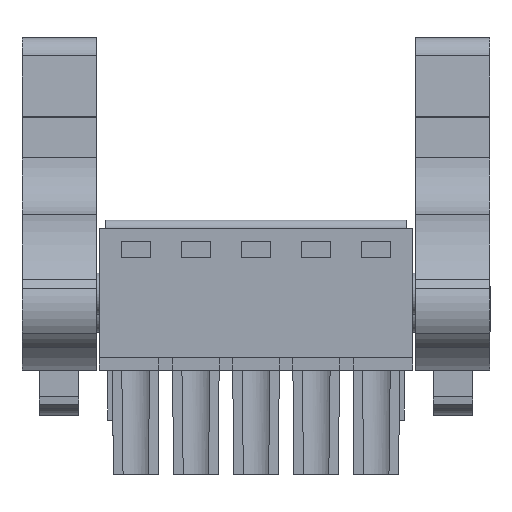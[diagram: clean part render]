
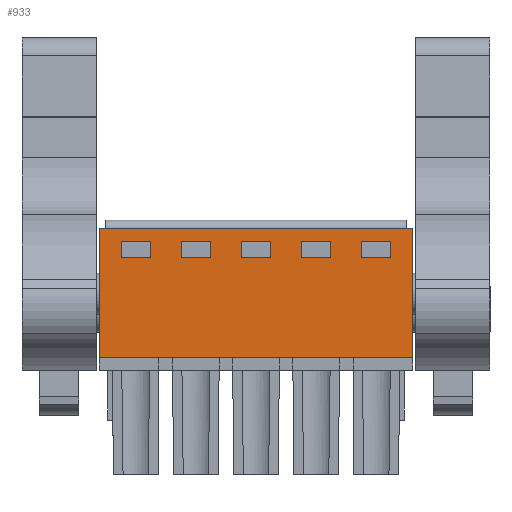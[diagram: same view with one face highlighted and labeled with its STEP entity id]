
A CAD part, front view. The second image highlights one B-rep face of the part: STEP entity #933.
In plain terms, the highlighted planar face has unit normal (0, -1, 0).
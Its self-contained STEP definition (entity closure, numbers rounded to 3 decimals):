
#743=AXIS2_PLACEMENT_3D('Plane Axis2P3D',#740,#741,#742) ;
#92=CARTESIAN_POINT('Line Origine',(14.82,0.,7.4)) ;
#96=CARTESIAN_POINT('Vertex',(4.9,0.,7.4)) ;
#98=CARTESIAN_POINT('Vertex',(24.74,0.,7.4)) ;
#313=CARTESIAN_POINT('Line Origine',(4.9,0.,11.5)) ;
#317=CARTESIAN_POINT('Vertex',(4.9,0.,15.6)) ;
#740=CARTESIAN_POINT('Axis2P3D Location',(9.105,0.,15.6)) ;
#745=CARTESIAN_POINT('Line Origine',(24.74,0.,11.5)) ;
#749=CARTESIAN_POINT('Vertex',(24.74,0.,15.6)) ;
#752=CARTESIAN_POINT('Line Origine',(14.82,0.,15.6)) ;
#763=CARTESIAN_POINT('Line Origine',(7.2,0.,14.78)) ;
#767=CARTESIAN_POINT('Vertex',(8.125,0.,14.78)) ;
#769=CARTESIAN_POINT('Vertex',(6.275,0.,14.78)) ;
#772=CARTESIAN_POINT('Line Origine',(8.125,0.,14.255)) ;
#776=CARTESIAN_POINT('Vertex',(8.125,0.,13.73)) ;
#779=CARTESIAN_POINT('Line Origine',(7.2,0.,13.73)) ;
#783=CARTESIAN_POINT('Vertex',(6.275,0.,13.73)) ;
#786=CARTESIAN_POINT('Line Origine',(6.275,0.,14.255)) ;
#797=CARTESIAN_POINT('Line Origine',(15.745,0.,14.255)) ;
#801=CARTESIAN_POINT('Vertex',(15.745,0.,13.73)) ;
#803=CARTESIAN_POINT('Vertex',(15.745,0.,14.78)) ;
#806=CARTESIAN_POINT('Line Origine',(14.82,0.,13.73)) ;
#810=CARTESIAN_POINT('Vertex',(13.895,0.,13.73)) ;
#813=CARTESIAN_POINT('Line Origine',(13.895,0.,14.255)) ;
#817=CARTESIAN_POINT('Vertex',(13.895,0.,14.78)) ;
#820=CARTESIAN_POINT('Line Origine',(14.82,0.,14.78)) ;
#831=CARTESIAN_POINT('Line Origine',(11.935,0.,14.255)) ;
#835=CARTESIAN_POINT('Vertex',(11.935,0.,13.73)) ;
#837=CARTESIAN_POINT('Vertex',(11.935,0.,14.78)) ;
#840=CARTESIAN_POINT('Line Origine',(11.01,0.,13.73)) ;
#844=CARTESIAN_POINT('Vertex',(10.085,0.,13.73)) ;
#847=CARTESIAN_POINT('Line Origine',(10.085,0.,14.255)) ;
#851=CARTESIAN_POINT('Vertex',(10.085,0.,14.78)) ;
#854=CARTESIAN_POINT('Line Origine',(11.01,0.,14.78)) ;
#865=CARTESIAN_POINT('Line Origine',(18.63,0.,13.73)) ;
#869=CARTESIAN_POINT('Vertex',(17.705,0.,13.73)) ;
#871=CARTESIAN_POINT('Vertex',(19.555,0.,13.73)) ;
#874=CARTESIAN_POINT('Line Origine',(17.705,0.,14.255)) ;
#878=CARTESIAN_POINT('Vertex',(17.705,0.,14.78)) ;
#881=CARTESIAN_POINT('Line Origine',(18.63,0.,14.78)) ;
#885=CARTESIAN_POINT('Vertex',(19.555,0.,14.78)) ;
#888=CARTESIAN_POINT('Line Origine',(19.555,0.,14.255)) ;
#899=CARTESIAN_POINT('Line Origine',(22.44,0.,13.73)) ;
#903=CARTESIAN_POINT('Vertex',(21.515,0.,13.73)) ;
#905=CARTESIAN_POINT('Vertex',(23.365,0.,13.73)) ;
#908=CARTESIAN_POINT('Line Origine',(21.515,0.,14.255)) ;
#912=CARTESIAN_POINT('Vertex',(21.515,0.,14.78)) ;
#915=CARTESIAN_POINT('Line Origine',(22.44,0.,14.78)) ;
#919=CARTESIAN_POINT('Vertex',(23.365,0.,14.78)) ;
#922=CARTESIAN_POINT('Line Origine',(23.365,0.,14.255)) ;
#93=DIRECTION('Vector Direction',(1.,0.,0.)) ;
#314=DIRECTION('Vector Direction',(0.,0.,1.)) ;
#741=DIRECTION('Axis2P3D Direction',(0.,-1.,0.)) ;
#742=DIRECTION('Axis2P3D XDirection',(0.,0.,-1.)) ;
#746=DIRECTION('Vector Direction',(0.,0.,1.)) ;
#753=DIRECTION('Vector Direction',(1.,0.,0.)) ;
#764=DIRECTION('Vector Direction',(-1.,0.,0.)) ;
#773=DIRECTION('Vector Direction',(0.,0.,1.)) ;
#780=DIRECTION('Vector Direction',(1.,0.,0.)) ;
#787=DIRECTION('Vector Direction',(0.,0.,-1.)) ;
#798=DIRECTION('Vector Direction',(0.,0.,1.)) ;
#807=DIRECTION('Vector Direction',(1.,0.,0.)) ;
#814=DIRECTION('Vector Direction',(0.,0.,-1.)) ;
#821=DIRECTION('Vector Direction',(-1.,0.,0.)) ;
#832=DIRECTION('Vector Direction',(0.,0.,1.)) ;
#841=DIRECTION('Vector Direction',(1.,0.,0.)) ;
#848=DIRECTION('Vector Direction',(0.,0.,-1.)) ;
#855=DIRECTION('Vector Direction',(-1.,0.,0.)) ;
#866=DIRECTION('Vector Direction',(1.,0.,0.)) ;
#875=DIRECTION('Vector Direction',(0.,0.,-1.)) ;
#882=DIRECTION('Vector Direction',(-1.,0.,0.)) ;
#889=DIRECTION('Vector Direction',(0.,0.,1.)) ;
#900=DIRECTION('Vector Direction',(1.,0.,0.)) ;
#909=DIRECTION('Vector Direction',(0.,0.,-1.)) ;
#916=DIRECTION('Vector Direction',(-1.,0.,0.)) ;
#923=DIRECTION('Vector Direction',(0.,0.,1.)) ;
#94=VECTOR('Line Direction',#93,1.) ;
#315=VECTOR('Line Direction',#314,1.) ;
#747=VECTOR('Line Direction',#746,1.) ;
#754=VECTOR('Line Direction',#753,1.) ;
#765=VECTOR('Line Direction',#764,1.) ;
#774=VECTOR('Line Direction',#773,1.) ;
#781=VECTOR('Line Direction',#780,1.) ;
#788=VECTOR('Line Direction',#787,1.) ;
#799=VECTOR('Line Direction',#798,1.) ;
#808=VECTOR('Line Direction',#807,1.) ;
#815=VECTOR('Line Direction',#814,1.) ;
#822=VECTOR('Line Direction',#821,1.) ;
#833=VECTOR('Line Direction',#832,1.) ;
#842=VECTOR('Line Direction',#841,1.) ;
#849=VECTOR('Line Direction',#848,1.) ;
#856=VECTOR('Line Direction',#855,1.) ;
#867=VECTOR('Line Direction',#866,1.) ;
#876=VECTOR('Line Direction',#875,1.) ;
#883=VECTOR('Line Direction',#882,1.) ;
#890=VECTOR('Line Direction',#889,1.) ;
#901=VECTOR('Line Direction',#900,1.) ;
#910=VECTOR('Line Direction',#909,1.) ;
#917=VECTOR('Line Direction',#916,1.) ;
#924=VECTOR('Line Direction',#923,1.) ;
#758=ORIENTED_EDGE('',*,*,#100,.T.) ;
#759=ORIENTED_EDGE('',*,*,#751,.T.) ;
#760=ORIENTED_EDGE('',*,*,#756,.T.) ;
#761=ORIENTED_EDGE('',*,*,#319,.F.) ;
#792=ORIENTED_EDGE('',*,*,#771,.F.) ;
#793=ORIENTED_EDGE('',*,*,#778,.F.) ;
#794=ORIENTED_EDGE('',*,*,#785,.F.) ;
#795=ORIENTED_EDGE('',*,*,#790,.F.) ;
#826=ORIENTED_EDGE('',*,*,#805,.F.) ;
#827=ORIENTED_EDGE('',*,*,#812,.F.) ;
#828=ORIENTED_EDGE('',*,*,#819,.F.) ;
#829=ORIENTED_EDGE('',*,*,#824,.F.) ;
#860=ORIENTED_EDGE('',*,*,#839,.F.) ;
#861=ORIENTED_EDGE('',*,*,#846,.F.) ;
#862=ORIENTED_EDGE('',*,*,#853,.F.) ;
#863=ORIENTED_EDGE('',*,*,#858,.F.) ;
#894=ORIENTED_EDGE('',*,*,#873,.F.) ;
#895=ORIENTED_EDGE('',*,*,#880,.F.) ;
#896=ORIENTED_EDGE('',*,*,#887,.F.) ;
#897=ORIENTED_EDGE('',*,*,#892,.F.) ;
#928=ORIENTED_EDGE('',*,*,#907,.F.) ;
#929=ORIENTED_EDGE('',*,*,#914,.F.) ;
#930=ORIENTED_EDGE('',*,*,#921,.F.) ;
#931=ORIENTED_EDGE('',*,*,#926,.F.) ;
#796=FACE_BOUND('',#791,.T.) ;
#830=FACE_BOUND('',#825,.T.) ;
#864=FACE_BOUND('',#859,.T.) ;
#898=FACE_BOUND('',#893,.T.) ;
#932=FACE_BOUND('',#927,.T.) ;
#933=ADVANCED_FACE('HOUSING',(#762,#796,#830,#864,#898,#932),#744,.T.) ;
#100=EDGE_CURVE('',#97,#99,#95,.T.) ;
#319=EDGE_CURVE('',#97,#318,#316,.T.) ;
#751=EDGE_CURVE('',#99,#750,#748,.T.) ;
#756=EDGE_CURVE('',#750,#318,#755,.F.) ;
#771=EDGE_CURVE('',#768,#770,#766,.T.) ;
#778=EDGE_CURVE('',#777,#768,#775,.T.) ;
#785=EDGE_CURVE('',#784,#777,#782,.T.) ;
#790=EDGE_CURVE('',#770,#784,#789,.T.) ;
#805=EDGE_CURVE('',#802,#804,#800,.T.) ;
#812=EDGE_CURVE('',#811,#802,#809,.T.) ;
#819=EDGE_CURVE('',#818,#811,#816,.T.) ;
#824=EDGE_CURVE('',#804,#818,#823,.T.) ;
#839=EDGE_CURVE('',#836,#838,#834,.T.) ;
#846=EDGE_CURVE('',#845,#836,#843,.T.) ;
#853=EDGE_CURVE('',#852,#845,#850,.T.) ;
#858=EDGE_CURVE('',#838,#852,#857,.T.) ;
#873=EDGE_CURVE('',#870,#872,#868,.T.) ;
#880=EDGE_CURVE('',#879,#870,#877,.T.) ;
#887=EDGE_CURVE('',#886,#879,#884,.T.) ;
#892=EDGE_CURVE('',#872,#886,#891,.T.) ;
#907=EDGE_CURVE('',#904,#906,#902,.T.) ;
#914=EDGE_CURVE('',#913,#904,#911,.T.) ;
#921=EDGE_CURVE('',#920,#913,#918,.T.) ;
#926=EDGE_CURVE('',#906,#920,#925,.T.) ;
#757=EDGE_LOOP('',(#758,#759,#760,#761)) ;
#791=EDGE_LOOP('',(#792,#793,#794,#795)) ;
#825=EDGE_LOOP('',(#826,#827,#828,#829)) ;
#859=EDGE_LOOP('',(#860,#861,#862,#863)) ;
#893=EDGE_LOOP('',(#894,#895,#896,#897)) ;
#927=EDGE_LOOP('',(#928,#929,#930,#931)) ;
#762=FACE_OUTER_BOUND('',#757,.T.) ;
#95=LINE('Line',#92,#94) ;
#316=LINE('Line',#313,#315) ;
#748=LINE('Line',#745,#747) ;
#755=LINE('Line',#752,#754) ;
#766=LINE('Line',#763,#765) ;
#775=LINE('Line',#772,#774) ;
#782=LINE('Line',#779,#781) ;
#789=LINE('Line',#786,#788) ;
#800=LINE('Line',#797,#799) ;
#809=LINE('Line',#806,#808) ;
#816=LINE('Line',#813,#815) ;
#823=LINE('Line',#820,#822) ;
#834=LINE('Line',#831,#833) ;
#843=LINE('Line',#840,#842) ;
#850=LINE('Line',#847,#849) ;
#857=LINE('Line',#854,#856) ;
#868=LINE('Line',#865,#867) ;
#877=LINE('Line',#874,#876) ;
#884=LINE('Line',#881,#883) ;
#891=LINE('Line',#888,#890) ;
#902=LINE('Line',#899,#901) ;
#911=LINE('Line',#908,#910) ;
#918=LINE('Line',#915,#917) ;
#925=LINE('Line',#922,#924) ;
#744=PLANE('',#743) ;
#97=VERTEX_POINT('',#96) ;
#99=VERTEX_POINT('',#98) ;
#318=VERTEX_POINT('',#317) ;
#750=VERTEX_POINT('',#749) ;
#768=VERTEX_POINT('',#767) ;
#770=VERTEX_POINT('',#769) ;
#777=VERTEX_POINT('',#776) ;
#784=VERTEX_POINT('',#783) ;
#802=VERTEX_POINT('',#801) ;
#804=VERTEX_POINT('',#803) ;
#811=VERTEX_POINT('',#810) ;
#818=VERTEX_POINT('',#817) ;
#836=VERTEX_POINT('',#835) ;
#838=VERTEX_POINT('',#837) ;
#845=VERTEX_POINT('',#844) ;
#852=VERTEX_POINT('',#851) ;
#870=VERTEX_POINT('',#869) ;
#872=VERTEX_POINT('',#871) ;
#879=VERTEX_POINT('',#878) ;
#886=VERTEX_POINT('',#885) ;
#904=VERTEX_POINT('',#903) ;
#906=VERTEX_POINT('',#905) ;
#913=VERTEX_POINT('',#912) ;
#920=VERTEX_POINT('',#919) ;
